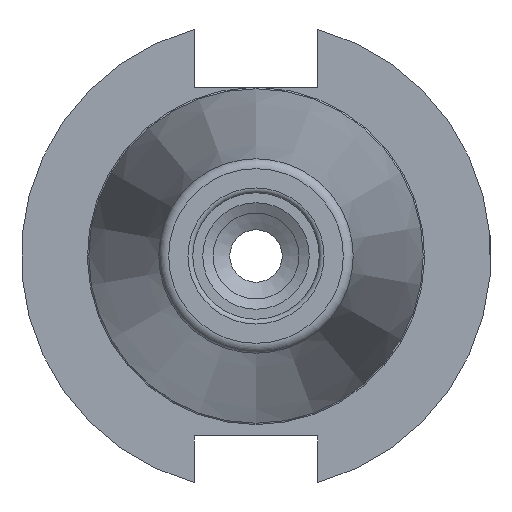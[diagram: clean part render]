
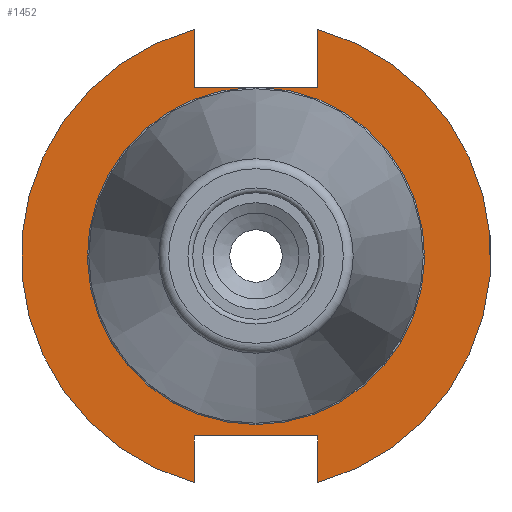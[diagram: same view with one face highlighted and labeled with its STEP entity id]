
A CAD part, left-side view. The second image highlights one B-rep face of the part: STEP entity #1452.
In plain terms, the highlighted planar face has unit normal (-1, 0, 0).
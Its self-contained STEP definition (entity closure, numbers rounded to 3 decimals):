
#45=PLANE('',#1629);
#153=FACE_OUTER_BOUND('',#238,.T.);
#238=EDGE_LOOP('',(#1211,#1212,#1213,#1214,#1215,#1216,#1217,#1218,#1219,
#1220,#1221));
#307=LINE('',#2574,#380);
#317=LINE('',#2654,#390);
#319=LINE('',#2657,#392);
#323=LINE('',#2714,#396);
#324=LINE('',#2716,#397);
#325=LINE('',#2722,#398);
#326=LINE('',#2724,#399);
#380=VECTOR('',#1964,10.);
#390=VECTOR('',#1976,10.);
#392=VECTOR('',#1980,10.);
#396=VECTOR('',#2018,10.);
#397=VECTOR('',#2019,10.);
#398=VECTOR('',#2024,10.);
#399=VECTOR('',#2025,10.);
#498=CIRCLE('',#1630,49.213);
#499=CIRCLE('',#1631,35.325);
#500=CIRCLE('',#1632,35.325);
#501=CIRCLE('',#1633,49.213);
#635=VERTEX_POINT('',#2571);
#636=VERTEX_POINT('',#2573);
#652=VERTEX_POINT('',#2651);
#653=VERTEX_POINT('',#2653);
#662=VERTEX_POINT('',#2711);
#663=VERTEX_POINT('',#2713);
#664=VERTEX_POINT('',#2715);
#665=VERTEX_POINT('',#2717);
#666=VERTEX_POINT('',#2719);
#667=VERTEX_POINT('',#2721);
#668=VERTEX_POINT('',#2723);
#825=EDGE_CURVE('',#636,#635,#307,.T.);
#843=EDGE_CURVE('',#653,#652,#317,.T.);
#845=EDGE_CURVE('',#635,#653,#319,.T.);
#861=EDGE_CURVE('',#652,#662,#498,.T.);
#862=EDGE_CURVE('',#662,#663,#323,.T.);
#863=EDGE_CURVE('',#663,#664,#324,.T.);
#864=EDGE_CURVE('',#665,#664,#499,.T.);
#865=EDGE_CURVE('',#666,#665,#500,.T.);
#866=EDGE_CURVE('',#666,#667,#325,.T.);
#867=EDGE_CURVE('',#667,#668,#326,.T.);
#868=EDGE_CURVE('',#668,#636,#501,.T.);
#1211=ORIENTED_EDGE('',*,*,#825,.T.);
#1212=ORIENTED_EDGE('',*,*,#845,.T.);
#1213=ORIENTED_EDGE('',*,*,#843,.T.);
#1214=ORIENTED_EDGE('',*,*,#861,.T.);
#1215=ORIENTED_EDGE('',*,*,#862,.T.);
#1216=ORIENTED_EDGE('',*,*,#863,.T.);
#1217=ORIENTED_EDGE('',*,*,#864,.F.);
#1218=ORIENTED_EDGE('',*,*,#865,.F.);
#1219=ORIENTED_EDGE('',*,*,#866,.T.);
#1220=ORIENTED_EDGE('',*,*,#867,.T.);
#1221=ORIENTED_EDGE('',*,*,#868,.T.);
#1452=ADVANCED_FACE('',(#153),#45,.T.);
#1629=AXIS2_PLACEMENT_3D('',#2710,#2014,#2015);
#1630=AXIS2_PLACEMENT_3D('',#2712,#2016,#2017);
#1631=AXIS2_PLACEMENT_3D('',#2718,#2020,#2021);
#1632=AXIS2_PLACEMENT_3D('',#2720,#2022,#2023);
#1633=AXIS2_PLACEMENT_3D('',#2725,#2026,#2027);
#1964=DIRECTION('',(0.,0.,1.));
#1976=DIRECTION('',(0.,0.,-1.));
#1980=DIRECTION('',(0.,-1.,0.));
#2014=DIRECTION('center_axis',(-1.,0.,0.));
#2015=DIRECTION('ref_axis',(0.,0.,1.));
#2016=DIRECTION('center_axis',(-1.,0.,0.));
#2017=DIRECTION('ref_axis',(0.,0.,1.));
#2018=DIRECTION('',(0.,0.,-1.));
#2019=DIRECTION('',(0.,1.,0.));
#2020=DIRECTION('center_axis',(-1.,0.,0.));
#2021=DIRECTION('ref_axis',(0.,1.,0.));
#2022=DIRECTION('center_axis',(-1.,0.,0.));
#2023=DIRECTION('ref_axis',(0.,1.,0.));
#2024=DIRECTION('',(0.,1.,0.));
#2025=DIRECTION('',(0.,0.,1.));
#2026=DIRECTION('center_axis',(-1.,0.,0.));
#2027=DIRECTION('ref_axis',(0.,0.,1.));
#2571=CARTESIAN_POINT('',(3.175,12.95,-37.7));
#2573=CARTESIAN_POINT('',(3.175,12.95,-47.478));
#2574=CARTESIAN_POINT('',(3.175,12.95,2.3));
#2651=CARTESIAN_POINT('',(3.175,-12.95,-47.478));
#2653=CARTESIAN_POINT('',(3.175,-12.95,-37.7));
#2654=CARTESIAN_POINT('',(3.175,-12.95,2.3));
#2657=CARTESIAN_POINT('',(3.175,0.,-37.7));
#2710=CARTESIAN_POINT('Origin',(3.175,0.,42.3));
#2711=CARTESIAN_POINT('',(3.175,-12.95,47.478));
#2712=CARTESIAN_POINT('Origin',(3.175,0.,0.));
#2713=CARTESIAN_POINT('',(3.175,-12.95,35.3));
#2714=CARTESIAN_POINT('',(3.175,-12.95,38.8));
#2715=CARTESIAN_POINT('',(3.175,-1.329,35.3));
#2716=CARTESIAN_POINT('',(3.175,0.,35.3));
#2717=CARTESIAN_POINT('',(3.175,0.,-35.325));
#2718=CARTESIAN_POINT('Origin',(3.175,0.,0.));
#2719=CARTESIAN_POINT('',(3.175,1.329,35.3));
#2720=CARTESIAN_POINT('Origin',(3.175,0.,0.));
#2721=CARTESIAN_POINT('',(3.175,12.95,35.3));
#2722=CARTESIAN_POINT('',(3.175,0.,35.3));
#2723=CARTESIAN_POINT('',(3.175,12.95,47.478));
#2724=CARTESIAN_POINT('',(3.175,12.95,38.8));
#2725=CARTESIAN_POINT('Origin',(3.175,0.,0.));
